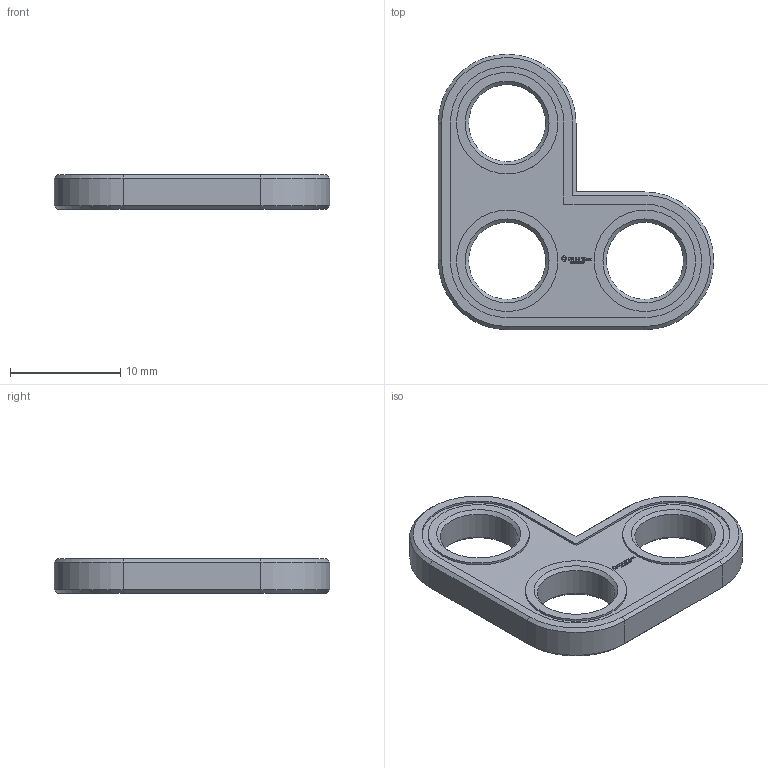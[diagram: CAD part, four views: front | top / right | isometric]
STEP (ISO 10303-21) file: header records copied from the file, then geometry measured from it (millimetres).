
FILE_DESCRIPTION(('FreeCAD Model'),'2;1');
FILE_NAME('Open CASCADE Shape Model','2024-02-09T22:13:58',(''),(''), 'Open CASCADE STEP processor 7.6','FreeCAD','Unknown');
FILE_SCHEMA(('AUTOMOTIVE_DESIGN { 1 0 10303 214 1 1 1 1 }'));
Length unit declared in the file: millimetre
Products named in the file (1): Brace AGD 90 SYM ERR BU02x00.25 - SPN-BRC-0610 (stemfie.org)
Bounding box: 25 x 25 x 3.12 mm (x, y, z)
Volume: 932.1 mm3; surface area: 1080.8 mm2
Topology: 1 solids, 1 shells, 555 faces, 1525 edges, 1010 vertices
Faces by surface type: plane 329, extrusion 202, cone 12, cylinder 12
Full cylindrical faces by diameter (mm): 7 x3, 9.2 x3
Entity records: 38817 total; most frequent: CARTESIAN_POINT 9879, DIRECTION 4505, VECTOR 3704, LINE 3502, ORIENTED_EDGE 3050, PCURVE 3050, DEFINITIONAL_REPRESENTATION 3050, EDGE_CURVE 1525
